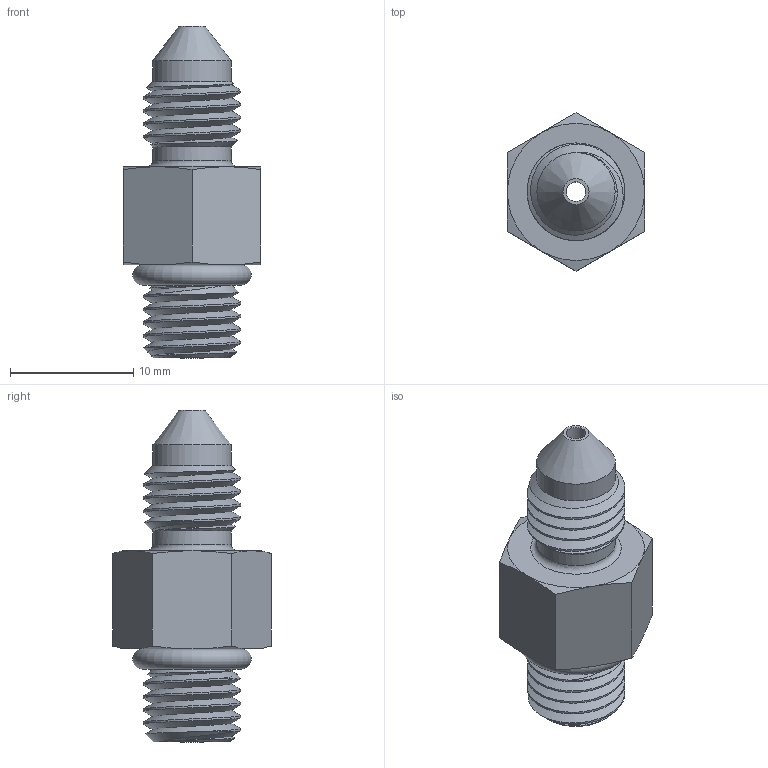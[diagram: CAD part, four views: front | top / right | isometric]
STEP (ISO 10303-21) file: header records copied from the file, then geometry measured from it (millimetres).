
FILE_DESCRIPTION(/* description */ ('STEP AP203'),/* implementation_level */ '2;1');
FILE_NAME(/* name */ 'COTS-FIT_02X02-F5OX-SS.step',/* time_stamp */ '2025-11-21T19:59:53-05:00',/* author */ (''),/* organization */ (''),/* preprocessor_version */ 'ST-DEVELOPER v20.1',/* originating_system */ 'Autodesk Translation Framework v14.21.0.0',/* authorisation */ '');
FILE_SCHEMA (('AUTOMOTIVE_DESIGN { 1 0 10303 214 3 1 1 }'));
Length unit declared in the file: inch
Products named in the file (3): 5315X02X02; 5315X02X02WO_2; 7629X02 round assembled
Assembly tree (2 placements, depth 2):
  5315X02X02
    5315X02X02WO_2
    7629X02 round assembled
Bounding box: 11.11 x 12.83 x 26.9 mm (x, y, z)
Volume: 1502.4 mm3; surface area: 1331.9 mm2
Topology: 2 solids, 2 shells, 54 faces, 132 edges, 82 vertices
Faces by surface type: cone 23, cylinder 14, plane 10, bspline 4, torus 3
Full cylindrical faces by diameter (mm): 1.6 x1, 6.35 x3, 7.91 x6
Entity records: 4593 total; most frequent: CARTESIAN_POINT 3369, ORIENTED_EDGE 264, DIRECTION 218, EDGE_CURVE 132, AXIS2_PLACEMENT_3D 96, VERTEX_POINT 82, EDGE_LOOP 58, FACE_OUTER_BOUND 54
